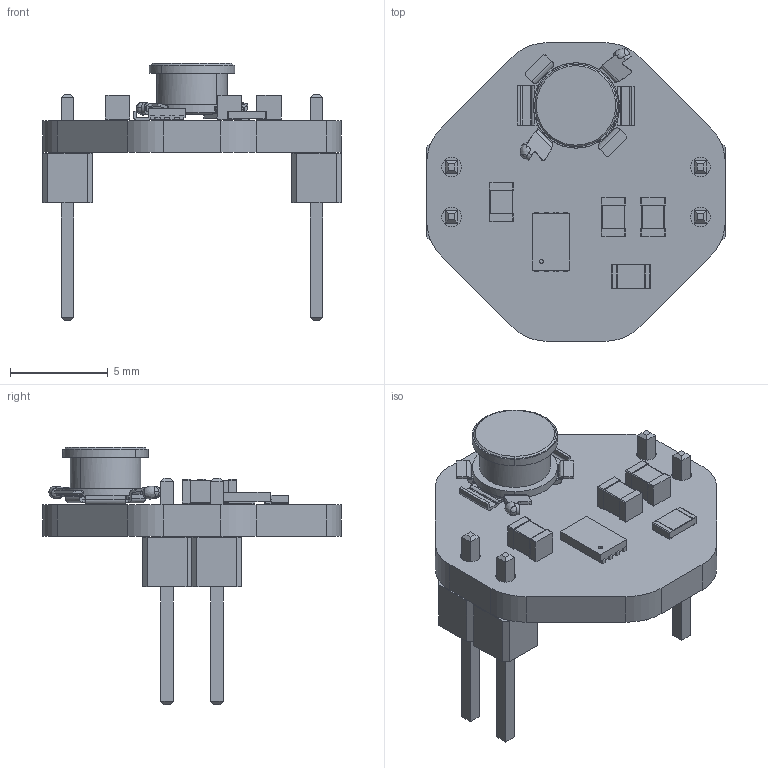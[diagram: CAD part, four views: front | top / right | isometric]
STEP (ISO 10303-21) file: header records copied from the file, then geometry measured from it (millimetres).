
FILE_DESCRIPTION(('KiCad electronic assembly'),'2;1');
FILE_NAME('3V3_boost_regulator.step','2022-04-03T13:26:41',('Pcbnew'),( 'Kicad'),'Open CASCADE STEP processor 7.5','KiCad to STEP converter' ,'Unknown');
FILE_SCHEMA(('AUTOMOTIVE_DESIGN { 1 0 10303 214 1 1 1 1 }'));
Length unit declared in the file: millimetre
Products named in the file (12): 3V3_boost_regulator 1; C_0805_2012Metric; SOLID; R_0805_2012Metric; DFN-8-1EP_3x2mm_P0.5mm_EP1.3x1.5mm; b82462_a4; PinHeader_1x02_P2.54mm_Vertical; 3V3_boost_regulator PCB
Assembly tree (14 placements, depth 3):
  3V3_boost_regulator 1
    C_0805_2012Metric  x3
      SOLID
    R_0805_2012Metric
      SOLID
    DFN-8-1EP_3x2mm_P0.5mm_EP1.3x1.5mm
      SOLID
    b82462_a4
      SOLID
    PinHeader_1x02_P2.54mm_Vertical  x2
      SOLID
    3V3_boost_regulator PCB
Bounding box: 15.24 x 15.24 x 13.12 mm (x, y, z)
Volume: 407.4 mm3; surface area: 841.4 mm2
Topology: 9 solids, 9 shells, 537 faces, 1445 edges, 936 vertices
Faces by surface type: bspline 510, cylinder 17, plane 10
Full cylindrical faces by diameter (mm): 0.3 x5, 1 x4
Entity records: 29459 total; most frequent: CARTESIAN_POINT 12257, B_SPLINE_CURVE_WITH_KNOTS 2811, ORIENTED_EDGE 2350, PCURVE 2350, DEFINITIONAL_REPRESENTATION 2350, EDGE_CURVE 1175, SURFACE_CURVE 1165, VERTEX_POINT 764
